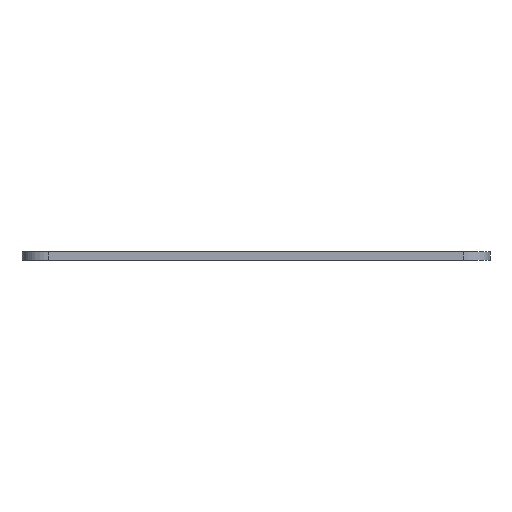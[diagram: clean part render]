
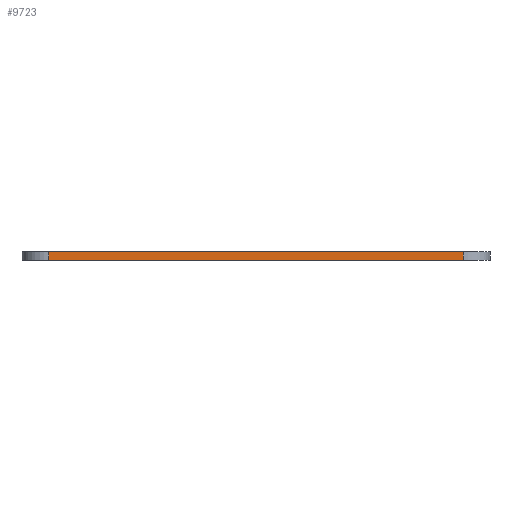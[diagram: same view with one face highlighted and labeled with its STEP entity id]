
A CAD part, left-side view. The second image highlights one B-rep face of the part: STEP entity #9723.
In plain terms, the highlighted planar face has unit normal (-1, 0, 0).
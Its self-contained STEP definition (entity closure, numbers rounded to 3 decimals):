
#351=PLANE('',#10019);
#827=FACE_OUTER_BOUND('',#1388,.T.);
#1388=EDGE_LOOP('',(#8581,#8582,#8583,#8584));
#1860=LINE('',#16192,#2666);
#2166=LINE('',#19008,#2972);
#2167=LINE('',#19011,#2973);
#2168=LINE('',#19012,#2974);
#2666=VECTOR('',#10678,10.);
#2972=VECTOR('',#11220,10.);
#2973=VECTOR('',#11223,10.);
#2974=VECTOR('',#11224,10.);
#4158=VERTEX_POINT('',#16189);
#4159=VERTEX_POINT('',#16191);
#4550=VERTEX_POINT('',#19004);
#4552=VERTEX_POINT('',#19010);
#5375=EDGE_CURVE('',#4158,#4159,#1860,.T.);
#5924=EDGE_CURVE('',#4159,#4550,#2166,.T.);
#5925=EDGE_CURVE('',#4552,#4158,#2167,.T.);
#5926=EDGE_CURVE('',#4550,#4552,#2168,.T.);
#8581=ORIENTED_EDGE('',*,*,#5924,.F.);
#8582=ORIENTED_EDGE('',*,*,#5375,.F.);
#8583=ORIENTED_EDGE('',*,*,#5925,.F.);
#8584=ORIENTED_EDGE('',*,*,#5926,.F.);
#9723=ADVANCED_FACE('',(#827),#351,.T.);
#10019=AXIS2_PLACEMENT_3D('',#19009,#11221,#11222);
#10678=DIRECTION('',(0.,1.,0.));
#11220=DIRECTION('',(0.,0.,1.));
#11221=DIRECTION('center_axis',(-1.,0.,0.));
#11222=DIRECTION('ref_axis',(0.,-1.,0.));
#11223=DIRECTION('',(0.,0.,-1.));
#11224=DIRECTION('',(0.,-1.,0.));
#16189=CARTESIAN_POINT('',(-5.314,23.847,0.));
#16191=CARTESIAN_POINT('',(-5.314,101.153,0.));
#16192=CARTESIAN_POINT('',(-5.314,18.847,0.));
#19004=CARTESIAN_POINT('',(-5.314,101.153,1.5));
#19008=CARTESIAN_POINT('',(-5.314,101.153,0.));
#19009=CARTESIAN_POINT('Origin',(-5.314,106.153,0.));
#19010=CARTESIAN_POINT('',(-5.314,23.847,1.5));
#19011=CARTESIAN_POINT('',(-5.314,23.847,0.));
#19012=CARTESIAN_POINT('',(-5.314,18.847,1.5));
